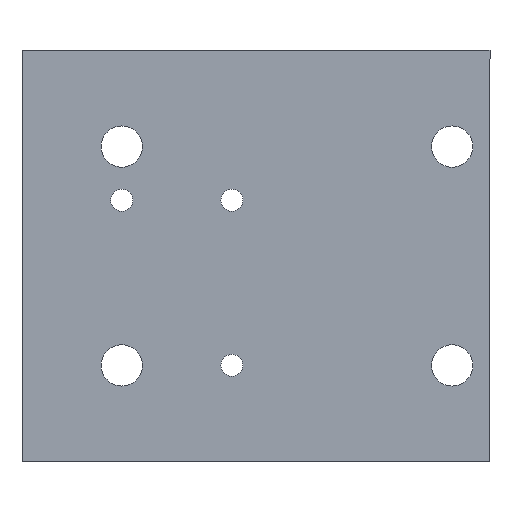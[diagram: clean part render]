
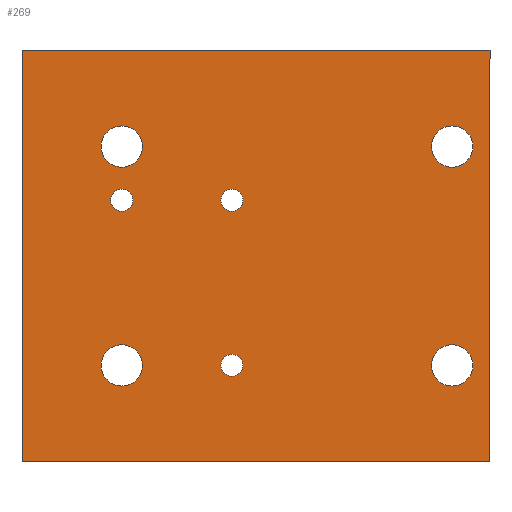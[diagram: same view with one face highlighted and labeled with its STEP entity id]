
A CAD part, left-side view. The second image highlights one B-rep face of the part: STEP entity #269.
In plain terms, the highlighted planar face has unit normal (-1, 0, 0).
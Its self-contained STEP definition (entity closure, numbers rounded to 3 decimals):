
#18=FACE_BOUND('',#63,.T.);
#19=FACE_BOUND('',#64,.T.);
#20=FACE_BOUND('',#65,.T.);
#21=FACE_BOUND('',#66,.T.);
#22=FACE_BOUND('',#67,.T.);
#23=FACE_BOUND('',#68,.T.);
#24=FACE_BOUND('',#69,.T.);
#36=PLANE('',#319);
#49=FACE_OUTER_BOUND('',#62,.T.);
#62=EDGE_LOOP('',(#229,#230,#231,#232));
#63=EDGE_LOOP('',(#233));
#64=EDGE_LOOP('',(#234));
#65=EDGE_LOOP('',(#235));
#66=EDGE_LOOP('',(#236));
#67=EDGE_LOOP('',(#237));
#68=EDGE_LOOP('',(#238));
#69=EDGE_LOOP('',(#239));
#85=LINE('',#442,#104);
#91=LINE('',#453,#110);
#93=LINE('',#458,#112);
#96=LINE('',#462,#115);
#104=VECTOR('',#374,10.);
#110=VECTOR('',#382,10.);
#112=VECTOR('',#386,10.);
#115=VECTOR('',#391,10.);
#116=CIRCLE('',#295,0.8);
#118=CIRCLE('',#298,0.8);
#120=CIRCLE('',#301,0.8);
#122=CIRCLE('',#304,1.5);
#124=CIRCLE('',#307,1.5);
#126=CIRCLE('',#310,1.5);
#128=CIRCLE('',#313,1.5);
#130=VERTEX_POINT('',#398);
#132=VERTEX_POINT('',#404);
#134=VERTEX_POINT('',#410);
#136=VERTEX_POINT('',#416);
#138=VERTEX_POINT('',#422);
#140=VERTEX_POINT('',#428);
#142=VERTEX_POINT('',#434);
#144=VERTEX_POINT('',#440);
#145=VERTEX_POINT('',#441);
#149=VERTEX_POINT('',#451);
#151=VERTEX_POINT('',#457);
#152=EDGE_CURVE('',#130,#130,#116,.T.);
#155=EDGE_CURVE('',#132,#132,#118,.T.);
#158=EDGE_CURVE('',#134,#134,#120,.T.);
#161=EDGE_CURVE('',#136,#136,#122,.T.);
#164=EDGE_CURVE('',#138,#138,#124,.T.);
#167=EDGE_CURVE('',#140,#140,#126,.T.);
#170=EDGE_CURVE('',#142,#142,#128,.T.);
#173=EDGE_CURVE('',#144,#145,#85,.T.);
#179=EDGE_CURVE('',#145,#149,#91,.T.);
#181=EDGE_CURVE('',#151,#144,#93,.T.);
#184=EDGE_CURVE('',#149,#151,#96,.T.);
#229=ORIENTED_EDGE('',*,*,#184,.T.);
#230=ORIENTED_EDGE('',*,*,#181,.T.);
#231=ORIENTED_EDGE('',*,*,#173,.T.);
#232=ORIENTED_EDGE('',*,*,#179,.T.);
#233=ORIENTED_EDGE('',*,*,#152,.T.);
#234=ORIENTED_EDGE('',*,*,#155,.T.);
#235=ORIENTED_EDGE('',*,*,#158,.T.);
#236=ORIENTED_EDGE('',*,*,#161,.T.);
#237=ORIENTED_EDGE('',*,*,#164,.T.);
#238=ORIENTED_EDGE('',*,*,#167,.T.);
#239=ORIENTED_EDGE('',*,*,#170,.T.);
#269=ADVANCED_FACE('',(#49,#18,#19,#20,#21,#22,#23,#24),#36,.T.);
#295=AXIS2_PLACEMENT_3D('',#399,#325,#326);
#298=AXIS2_PLACEMENT_3D('',#405,#332,#333);
#301=AXIS2_PLACEMENT_3D('',#411,#339,#340);
#304=AXIS2_PLACEMENT_3D('',#417,#346,#347);
#307=AXIS2_PLACEMENT_3D('',#423,#353,#354);
#310=AXIS2_PLACEMENT_3D('',#429,#360,#361);
#313=AXIS2_PLACEMENT_3D('',#435,#367,#368);
#319=AXIS2_PLACEMENT_3D('',#463,#392,#393);
#325=DIRECTION('center_axis',(1.,0.,0.));
#326=DIRECTION('ref_axis',(0.,0.,1.));
#332=DIRECTION('center_axis',(1.,0.,0.));
#333=DIRECTION('ref_axis',(0.,0.,1.));
#339=DIRECTION('center_axis',(1.,0.,0.));
#340=DIRECTION('ref_axis',(0.,0.,1.));
#346=DIRECTION('center_axis',(1.,0.,0.));
#347=DIRECTION('ref_axis',(0.,0.,1.));
#353=DIRECTION('center_axis',(1.,0.,0.));
#354=DIRECTION('ref_axis',(0.,0.,1.));
#360=DIRECTION('center_axis',(1.,0.,0.));
#361=DIRECTION('ref_axis',(0.,0.,1.));
#367=DIRECTION('center_axis',(1.,0.,0.));
#368=DIRECTION('ref_axis',(0.,0.,1.));
#374=DIRECTION('',(0.,0.,1.));
#382=DIRECTION('',(0.,1.,0.));
#386=DIRECTION('',(0.,-1.,0.));
#391=DIRECTION('',(0.,0.,-1.));
#392=DIRECTION('center_axis',(-1.,0.,0.));
#393=DIRECTION('ref_axis',(0.,0.,1.));
#398=CARTESIAN_POINT('',(-27.908,53.44,31.746));
#399=CARTESIAN_POINT('Origin',(-27.908,53.44,32.546));
#404=CARTESIAN_POINT('',(-27.908,61.44,31.746));
#405=CARTESIAN_POINT('Origin',(-27.908,61.44,32.546));
#410=CARTESIAN_POINT('',(-27.908,53.44,19.746));
#411=CARTESIAN_POINT('Origin',(-27.908,53.44,20.546));
#416=CARTESIAN_POINT('',(-27.908,37.44,34.946));
#417=CARTESIAN_POINT('Origin',(-27.908,37.44,36.446));
#422=CARTESIAN_POINT('',(-27.908,61.44,34.946));
#423=CARTESIAN_POINT('Origin',(-27.908,61.44,36.446));
#428=CARTESIAN_POINT('',(-27.908,37.44,19.046));
#429=CARTESIAN_POINT('Origin',(-27.908,37.44,20.546));
#434=CARTESIAN_POINT('',(-27.908,61.44,19.046));
#435=CARTESIAN_POINT('Origin',(-27.908,61.44,20.546));
#440=CARTESIAN_POINT('',(-27.908,34.69,13.546));
#441=CARTESIAN_POINT('',(-27.908,34.69,43.446));
#442=CARTESIAN_POINT('',(-27.908,34.69,13.546));
#451=CARTESIAN_POINT('',(-27.908,68.69,43.446));
#453=CARTESIAN_POINT('',(-27.908,34.69,43.446));
#457=CARTESIAN_POINT('',(-27.908,68.69,13.546));
#458=CARTESIAN_POINT('',(-27.908,68.69,13.546));
#462=CARTESIAN_POINT('',(-27.908,68.69,43.446));
#463=CARTESIAN_POINT('Origin',(-27.908,58.69,28.496));
